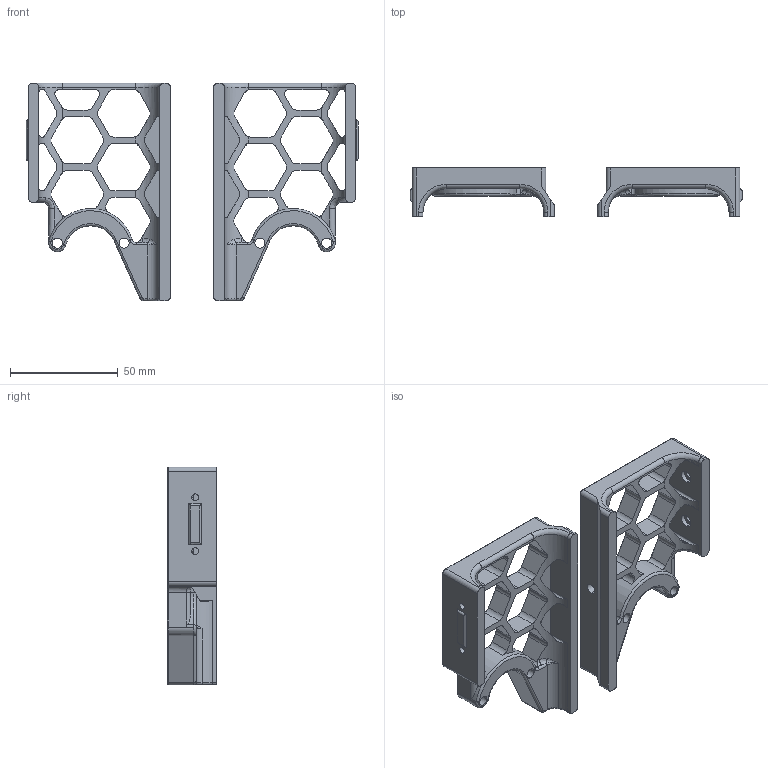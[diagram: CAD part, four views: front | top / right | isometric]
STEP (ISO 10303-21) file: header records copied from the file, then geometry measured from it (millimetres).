
FILE_DESCRIPTION (( 'STEP AP214' ), '1' );
FILE_NAME ('250_v2.4_button_PCB 0527.STEP', '2023-09-22T02:58:56', ( '' ), ( '' ), 'SwSTEP 2.0', 'SolidWorks 2020', '' );
FILE_SCHEMA (( 'AUTOMOTIVE_DESIGN' ));
Length unit declared in the file: millimetre
Products named in the file (1): 250_v2.4_button_PCB 0527
Bounding box: 154 x 23 x 101 mm (x, y, z)
Volume: 71639.3 mm3; surface area: 38295.6 mm2
Topology: 2 solids, 2 shells, 656 faces, 1690 edges, 1042 vertices
Faces by surface type: plane 256, cylinder 226, cone 144, torus 24, bspline 6
Entity records: 20753 total; most frequent: CARTESIAN_POINT 4585, DIRECTION 3460, ORIENTED_EDGE 3376, EDGE_CURVE 1688, AXIS2_PLACEMENT_3D 1269, VERTEX_POINT 1042, LINE 922, VECTOR 922
